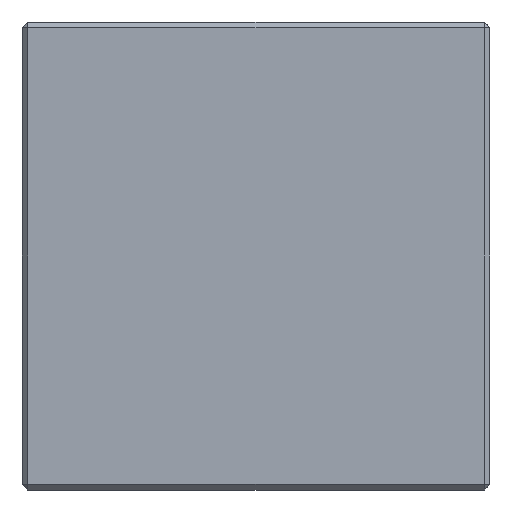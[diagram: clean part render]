
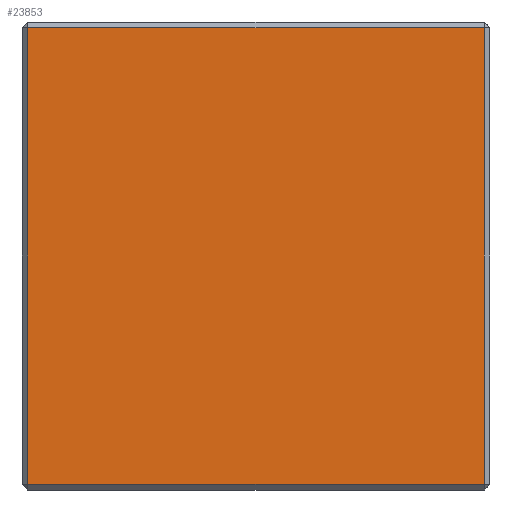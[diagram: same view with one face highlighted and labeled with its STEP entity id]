
A CAD part, left-side view. The second image highlights one B-rep face of the part: STEP entity #23853.
In plain terms, the highlighted planar face has unit normal (-1, 0, 0).
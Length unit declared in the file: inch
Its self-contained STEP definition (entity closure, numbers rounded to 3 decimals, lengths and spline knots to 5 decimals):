
#4438 = ORIENTED_EDGE ( 'NONE', *, *, #23666, .T. ) ;
#4439 = ORIENTED_EDGE ( 'NONE', *, *, #23667, .T. ) ;
#4440 = ORIENTED_EDGE ( 'NONE', *, *, #23665, .T. ) ;
#4441 = ORIENTED_EDGE ( 'NONE', *, *, #23668, .T. ) ;
#7578 = VECTOR ( 'NONE', #9594, 39.37008 ) ;
#7579 = VECTOR ( 'NONE', #9597, 39.37008 ) ;
#7580 = VECTOR ( 'NONE', #9600, 39.37008 ) ;
#7581 = VECTOR ( 'NONE', #9603, 39.37008 ) ;
#9592 = LINE ( 'NONE', #9593, #7578 ) ;
#9593 = CARTESIAN_POINT ( 'NONE',  ( -1.92009, -1.79656, 1.78725 ) ) ;
#9594 = DIRECTION ( 'NONE',  ( 0., 0., 1. ) ) ;
#9595 = LINE ( 'NONE', #9596, #7579 ) ;
#9596 = CARTESIAN_POINT ( 'NONE',  ( -1.92009, -1.82156, -0.15625 ) ) ;
#9597 = DIRECTION ( 'NONE',  ( 0., -1., 0. ) ) ;
#9598 = LINE ( 'NONE', #9599, #7580 ) ;
#9599 = CARTESIAN_POINT ( 'NONE',  ( -1.92009, 0.14694, 1.76225 ) ) ;
#9600 = DIRECTION ( 'NONE',  ( 0., 1., 0. ) ) ;
#9601 = LINE ( 'NONE', #9602, #7581 ) ;
#9602 = CARTESIAN_POINT ( 'NONE',  ( -1.92009, 0.12194, 1.78725 ) ) ;
#9603 = DIRECTION ( 'NONE',  ( 0., 0., -1. ) ) ;
#10709 = PLANE ( 'NONE',  #10861 ) ;
#10710 = CARTESIAN_POINT ( 'NONE',  ( -1.92009, -1.82156, 1.78725 ) ) ;
#10711 = DIRECTION ( 'NONE',  ( 1., 0., 0. ) ) ;
#10712 = DIRECTION ( 'NONE',  ( 0., 0., -1. ) ) ;
#10854 = FACE_OUTER_BOUND ( 'NONE', #19050, .T. ) ;
#10861 = AXIS2_PLACEMENT_3D ( 'NONE', #10710, #10711, #10712 ) ;
#16065 = CARTESIAN_POINT ( 'NONE',  ( -1.92009, 0.12194, -0.15625 ) ) ;
#16066 = CARTESIAN_POINT ( 'NONE',  ( -1.92009, -1.79656, -0.15625 ) ) ;
#16067 = CARTESIAN_POINT ( 'NONE',  ( -1.92009, -1.79656, 1.76225 ) ) ;
#16068 = CARTESIAN_POINT ( 'NONE',  ( -1.92009, 0.12194, 1.76225 ) ) ;
#18440 = VERTEX_POINT ( 'NONE', #16065 ) ;
#18441 = VERTEX_POINT ( 'NONE', #16066 ) ;
#18442 = VERTEX_POINT ( 'NONE', #16067 ) ;
#18443 = VERTEX_POINT ( 'NONE', #16068 ) ;
#19050 = EDGE_LOOP ( 'NONE', ( #4438, #4440, #4439, #4441 ) ) ;
#23665 = EDGE_CURVE ( 'NONE', #18441, #18442, #9592, .T. ) ;
#23666 = EDGE_CURVE ( 'NONE', #18440, #18441, #9595, .T. ) ;
#23667 = EDGE_CURVE ( 'NONE', #18442, #18443, #9598, .T. ) ;
#23668 = EDGE_CURVE ( 'NONE', #18443, #18440, #9601, .T. ) ;
#23853 = ADVANCED_FACE ( 'NONE', ( #10854 ), #10709, .F. ) ;
